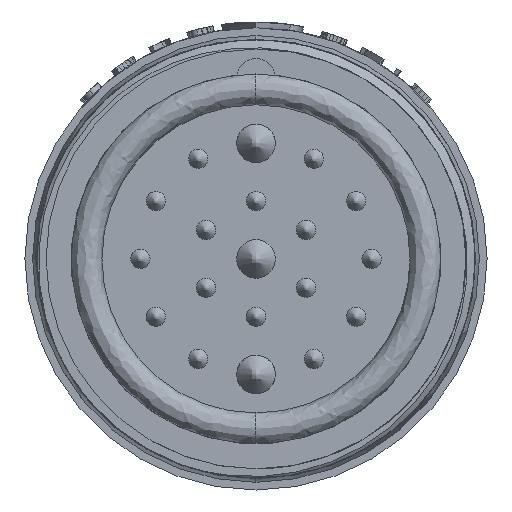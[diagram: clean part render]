
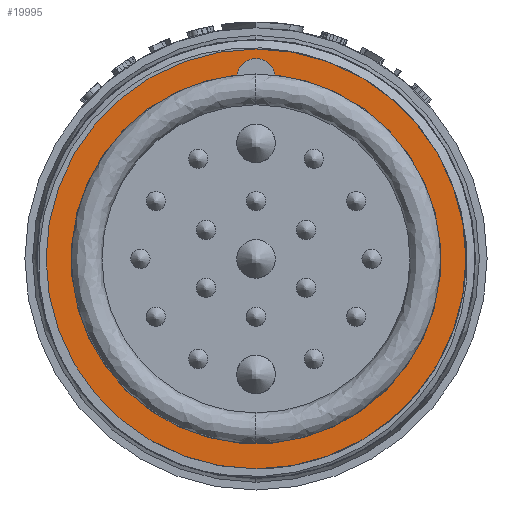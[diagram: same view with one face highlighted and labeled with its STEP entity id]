
A CAD part, left-side view. The second image highlights one B-rep face of the part: STEP entity #19995.
In plain terms, the highlighted planar face has unit normal (-1, 0, 0).
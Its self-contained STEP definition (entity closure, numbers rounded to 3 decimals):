
#205 = DIRECTION ( 'NONE',  ( 0., 0., 1. ) ) ;
#540 = AXIS2_PLACEMENT_3D ( 'NONE', #11435, #30568, #14219 ) ;
#1984 = CARTESIAN_POINT ( 'NONE',  ( -20., 0., 10.4 ) ) ;
#2221 = DIRECTION ( 'NONE',  ( 0., 0., -1. ) ) ;
#2354 = CIRCLE ( 'NONE', #17867, 9.6 ) ;
#2368 = DIRECTION ( 'NONE',  ( 0., 0., 1. ) ) ;
#3851 = CIRCLE ( 'NONE', #540, 10.9 ) ;
#4458 = AXIS2_PLACEMENT_3D ( 'NONE', #34825, #18462, #2221 ) ;
#6054 = VERTEX_POINT ( 'NONE', #11512 ) ;
#7488 = PLANE ( 'NONE',  #4458 ) ;
#7940 = EDGE_CURVE ( 'NONE', #10198, #30620, #27473, .T. ) ;
#10129 = VERTEX_POINT ( 'NONE', #19173 ) ;
#10198 = VERTEX_POINT ( 'NONE', #19903 ) ;
#10715 = FACE_OUTER_BOUND ( 'NONE', #31868, .T. ) ;
#11435 = CARTESIAN_POINT ( 'NONE',  ( -20., 0., 0. ) ) ;
#11442 = EDGE_CURVE ( 'NONE', #6054, #29775, #31174, .T. ) ;
#11512 = CARTESIAN_POINT ( 'NONE',  ( -20., 1., 9.548 ) ) ;
#12290 = DIRECTION ( 'NONE',  ( 1., 0., 0. ) ) ;
#12925 = ORIENTED_EDGE ( 'NONE', *, *, #25209, .F. ) ;
#14219 = DIRECTION ( 'NONE',  ( 0., 0., 1. ) ) ;
#14746 = ORIENTED_EDGE ( 'NONE', *, *, #11442, .T. ) ;
#15797 = DIRECTION ( 'NONE',  ( 1., 0., 0. ) ) ;
#16434 = DIRECTION ( 'NONE',  ( 1., 0., 0. ) ) ;
#17285 = AXIS2_PLACEMENT_3D ( 'NONE', #28716, #12290, #31434 ) ;
#17867 = AXIS2_PLACEMENT_3D ( 'NONE', #32771, #16434, #205 ) ;
#18462 = DIRECTION ( 'NONE',  ( 1., 0., 0. ) ) ;
#18608 = DIRECTION ( 'NONE',  ( 1., 0., 0. ) ) ;
#19173 = CARTESIAN_POINT ( 'NONE',  ( -20., -1., 9.548 ) ) ;
#19660 = EDGE_CURVE ( 'NONE', #10129, #6054, #2354, .T. ) ;
#19903 = CARTESIAN_POINT ( 'NONE',  ( -20., 0., -10.9 ) ) ;
#19995 = ADVANCED_FACE ( 'NONE', ( #10715, #25371 ), #7488, .F. ) ;
#20115 = AXIS2_PLACEMENT_3D ( 'NONE', #32123, #15797, #34913 ) ;
#21792 = ORIENTED_EDGE ( 'NONE', *, *, #23823, .T. ) ;
#23823 = EDGE_CURVE ( 'NONE', #29775, #10129, #31244, .T. ) ;
#25209 = EDGE_CURVE ( 'NONE', #30620, #10198, #3851, .T. ) ;
#25371 = FACE_BOUND ( 'NONE', #31903, .T. ) ;
#27473 = CIRCLE ( 'NONE', #33471, 10.9 ) ;
#28716 = CARTESIAN_POINT ( 'NONE',  ( -20., 0., 9.387 ) ) ;
#29775 = VERTEX_POINT ( 'NONE', #1984 ) ;
#30568 = DIRECTION ( 'NONE',  ( 1., 0., 0. ) ) ;
#30620 = VERTEX_POINT ( 'NONE', #30843 ) ;
#30843 = CARTESIAN_POINT ( 'NONE',  ( -20., 0., 10.9 ) ) ;
#31174 = CIRCLE ( 'NONE', #17285, 1.013 ) ;
#31244 = CIRCLE ( 'NONE', #20115, 1.013 ) ;
#31434 = DIRECTION ( 'NONE',  ( 0., 0., 1. ) ) ;
#31528 = ORIENTED_EDGE ( 'NONE', *, *, #7940, .F. ) ;
#31868 = EDGE_LOOP ( 'NONE', ( #12925, #31528 ) ) ;
#31903 = EDGE_LOOP ( 'NONE', ( #14746, #21792, #34082 ) ) ;
#32123 = CARTESIAN_POINT ( 'NONE',  ( -20., 0., 9.387 ) ) ;
#32771 = CARTESIAN_POINT ( 'NONE',  ( -20., 0., 0. ) ) ;
#33471 = AXIS2_PLACEMENT_3D ( 'NONE', #34979, #18608, #2368 ) ;
#34082 = ORIENTED_EDGE ( 'NONE', *, *, #19660, .T. ) ;
#34825 = CARTESIAN_POINT ( 'NONE',  ( -20., 10.9, 0. ) ) ;
#34913 = DIRECTION ( 'NONE',  ( 0., 0., 1. ) ) ;
#34979 = CARTESIAN_POINT ( 'NONE',  ( -20., 0., 0. ) ) ;
